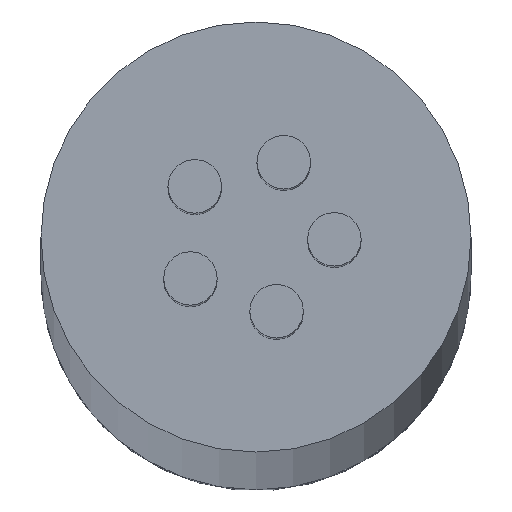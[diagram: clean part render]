
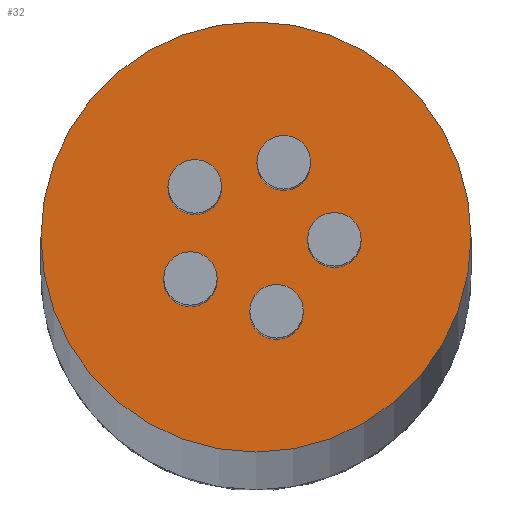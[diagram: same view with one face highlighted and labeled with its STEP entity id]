
A CAD part, top view. The second image highlights one B-rep face of the part: STEP entity #32.
In plain terms, the highlighted planar face has unit normal (0, 0, 1).
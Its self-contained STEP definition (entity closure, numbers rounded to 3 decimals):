
#6 = CIRCLE ( 'NONE', #339, 0.75 ) ;
#8 = DIRECTION ( 'NONE',  ( 1., 0., 0. ) ) ;
#11 = VERTEX_POINT ( 'NONE', #233 ) ;
#12 = EDGE_LOOP ( 'NONE', ( #882, #524 ) ) ;
#13 = EDGE_CURVE ( 'NONE', #11, #807, #435, .T. ) ;
#17 = CARTESIAN_POINT ( 'NONE',  ( -1.83, -1.199, 600. ) ) ;
#27 = EDGE_CURVE ( 'NONE', #729, #803, #82, .T. ) ;
#32 = ADVANCED_FACE ( 'NONE', ( #454, #140, #880, #542, #870, #247 ), #898, .T. ) ;
#48 = ORIENTED_EDGE ( 'NONE', *, *, #13, .F. ) ;
#59 = CARTESIAN_POINT ( 'NONE',  ( 1.526, 2.046, 600. ) ) ;
#62 = VERTEX_POINT ( 'NONE', #623 ) ;
#70 = EDGE_LOOP ( 'NONE', ( #629, #872 ) ) ;
#82 = CIRCLE ( 'NONE', #231, 0.75 ) ;
#84 = ORIENTED_EDGE ( 'NONE', *, *, #27, .F. ) ;
#88 = DIRECTION ( 'NONE',  ( 1., 0., 0. ) ) ;
#89 = AXIS2_PLACEMENT_3D ( 'NONE', #283, #129, #355 ) ;
#101 = CARTESIAN_POINT ( 'NONE',  ( -0.176, -2.111, 600. ) ) ;
#119 = CIRCLE ( 'NONE', #653, 0.75 ) ;
#129 = DIRECTION ( 'NONE',  ( 0., 0., 1. ) ) ;
#133 = CIRCLE ( 'NONE', #207, 6. ) ;
#134 = AXIS2_PLACEMENT_3D ( 'NONE', #17, #536, #676 ) ;
#140 = FACE_BOUND ( 'NONE', #153, .T. ) ;
#151 = CARTESIAN_POINT ( 'NONE',  ( 2.185, -0.106, 600. ) ) ;
#153 = EDGE_LOOP ( 'NONE', ( #373, #449 ) ) ;
#155 = AXIS2_PLACEMENT_3D ( 'NONE', #327, #632, #559 ) ;
#156 = DIRECTION ( 'NONE',  ( 0., 0., 1. ) ) ;
#158 = EDGE_CURVE ( 'NONE', #589, #62, #474, .T. ) ;
#161 = AXIS2_PLACEMENT_3D ( 'NONE', #151, #156, #88 ) ;
#174 = CARTESIAN_POINT ( 'NONE',  ( 0., 0., 600. ) ) ;
#195 = CIRCLE ( 'NONE', #161, 0.75 ) ;
#207 = AXIS2_PLACEMENT_3D ( 'NONE', #488, #896, #897 ) ;
#210 = CARTESIAN_POINT ( 'NONE',  ( -6., 0., 600. ) ) ;
#231 = AXIS2_PLACEMENT_3D ( 'NONE', #833, #613, #610 ) ;
#232 = CARTESIAN_POINT ( 'NONE',  ( -1.08, -1.199, 600. ) ) ;
#233 = CARTESIAN_POINT ( 'NONE',  ( -2.456, 1.37, 600. ) ) ;
#244 = EDGE_CURVE ( 'NONE', #555, #627, #914, .T. ) ;
#247 = FACE_OUTER_BOUND ( 'NONE', #70, .T. ) ;
#256 = DIRECTION ( 'NONE',  ( 0., 0., 1. ) ) ;
#265 = EDGE_LOOP ( 'NONE', ( #684, #946 ) ) ;
#279 = CARTESIAN_POINT ( 'NONE',  ( 2.935, -0.106, 600. ) ) ;
#283 = CARTESIAN_POINT ( 'NONE',  ( 0.574, -2.111, 600. ) ) ;
#294 = VERTEX_POINT ( 'NONE', #532 ) ;
#316 = CARTESIAN_POINT ( 'NONE',  ( -0.956, 1.37, 600. ) ) ;
#319 = AXIS2_PLACEMENT_3D ( 'NONE', #688, #505, #325 ) ;
#325 = DIRECTION ( 'NONE',  ( 1., 0., 0. ) ) ;
#327 = CARTESIAN_POINT ( 'NONE',  ( -1.706, 1.37, 600. ) ) ;
#339 = AXIS2_PLACEMENT_3D ( 'NONE', #520, #460, #934 ) ;
#349 = DIRECTION ( 'NONE',  ( 1., 0., 0. ) ) ;
#355 = DIRECTION ( 'NONE',  ( 1., 0., 0. ) ) ;
#373 = ORIENTED_EDGE ( 'NONE', *, *, #932, .F. ) ;
#389 = CARTESIAN_POINT ( 'NONE',  ( 0., 0., 600. ) ) ;
#392 = CIRCLE ( 'NONE', #134, 0.75 ) ;
#435 = CIRCLE ( 'NONE', #319, 0.75 ) ;
#446 = VERTEX_POINT ( 'NONE', #842 ) ;
#448 = CARTESIAN_POINT ( 'NONE',  ( -2.58, -1.199, 600. ) ) ;
#449 = ORIENTED_EDGE ( 'NONE', *, *, #770, .F. ) ;
#451 = EDGE_CURVE ( 'NONE', #807, #11, #655, .T. ) ;
#454 = FACE_BOUND ( 'NONE', #12, .T. ) ;
#455 = EDGE_LOOP ( 'NONE', ( #84, #749 ) ) ;
#458 = VERTEX_POINT ( 'NONE', #101 ) ;
#460 = DIRECTION ( 'NONE',  ( 0., 0., 1. ) ) ;
#469 = AXIS2_PLACEMENT_3D ( 'NONE', #389, #813, #8 ) ;
#474 = CIRCLE ( 'NONE', #639, 0.75 ) ;
#485 = AXIS2_PLACEMENT_3D ( 'NONE', #174, #256, #486 ) ;
#486 = DIRECTION ( 'NONE',  ( 1., 0., 0. ) ) ;
#488 = CARTESIAN_POINT ( 'NONE',  ( 0., 0., 600. ) ) ;
#499 = DIRECTION ( 'NONE',  ( 0., 0., 1. ) ) ;
#503 = VERTEX_POINT ( 'NONE', #279 ) ;
#505 = DIRECTION ( 'NONE',  ( 0., 0., 1. ) ) ;
#507 = EDGE_CURVE ( 'NONE', #458, #294, #727, .T. ) ;
#510 = CARTESIAN_POINT ( 'NONE',  ( 6., 0., 600. ) ) ;
#517 = CIRCLE ( 'NONE', #576, 0.75 ) ;
#520 = CARTESIAN_POINT ( 'NONE',  ( 0.776, 2.046, 600. ) ) ;
#524 = ORIENTED_EDGE ( 'NONE', *, *, #832, .F. ) ;
#532 = CARTESIAN_POINT ( 'NONE',  ( 1.324, -2.111, 600. ) ) ;
#536 = DIRECTION ( 'NONE',  ( 0., 0., 1. ) ) ;
#542 = FACE_BOUND ( 'NONE', #761, .T. ) ;
#555 = VERTEX_POINT ( 'NONE', #210 ) ;
#559 = DIRECTION ( 'NONE',  ( 1., 0., 0. ) ) ;
#563 = DIRECTION ( 'NONE',  ( 1., 0., 0. ) ) ;
#576 = AXIS2_PLACEMENT_3D ( 'NONE', #695, #612, #760 ) ;
#589 = VERTEX_POINT ( 'NONE', #59 ) ;
#610 = DIRECTION ( 'NONE',  ( 1., 0., 0. ) ) ;
#612 = DIRECTION ( 'NONE',  ( 0., 0., 1. ) ) ;
#613 = DIRECTION ( 'NONE',  ( 0., 0., 1. ) ) ;
#623 = CARTESIAN_POINT ( 'NONE',  ( 0.026, 2.046, 600. ) ) ;
#627 = VERTEX_POINT ( 'NONE', #510 ) ;
#629 = ORIENTED_EDGE ( 'NONE', *, *, #244, .T. ) ;
#632 = DIRECTION ( 'NONE',  ( 0., 0., 1. ) ) ;
#639 = AXIS2_PLACEMENT_3D ( 'NONE', #847, #499, #349 ) ;
#647 = DIRECTION ( 'NONE',  ( 0., 0., 1. ) ) ;
#653 = AXIS2_PLACEMENT_3D ( 'NONE', #775, #647, #563 ) ;
#655 = CIRCLE ( 'NONE', #155, 0.75 ) ;
#676 = DIRECTION ( 'NONE',  ( 1., 0., 0. ) ) ;
#677 = EDGE_CURVE ( 'NONE', #62, #589, #6, .T. ) ;
#684 = ORIENTED_EDGE ( 'NONE', *, *, #677, .F. ) ;
#688 = CARTESIAN_POINT ( 'NONE',  ( -1.706, 1.37, 600. ) ) ;
#695 = CARTESIAN_POINT ( 'NONE',  ( 0.574, -2.111, 600. ) ) ;
#710 = ORIENTED_EDGE ( 'NONE', *, *, #451, .F. ) ;
#727 = CIRCLE ( 'NONE', #89, 0.75 ) ;
#729 = VERTEX_POINT ( 'NONE', #448 ) ;
#749 = ORIENTED_EDGE ( 'NONE', *, *, #751, .F. ) ;
#751 = EDGE_CURVE ( 'NONE', #803, #729, #392, .T. ) ;
#760 = DIRECTION ( 'NONE',  ( 1., 0., 0. ) ) ;
#761 = EDGE_LOOP ( 'NONE', ( #48, #710 ) ) ;
#770 = EDGE_CURVE ( 'NONE', #503, #446, #195, .T. ) ;
#775 = CARTESIAN_POINT ( 'NONE',  ( 2.185, -0.106, 600. ) ) ;
#803 = VERTEX_POINT ( 'NONE', #232 ) ;
#807 = VERTEX_POINT ( 'NONE', #316 ) ;
#813 = DIRECTION ( 'NONE',  ( 0., 0., 1. ) ) ;
#832 = EDGE_CURVE ( 'NONE', #294, #458, #517, .T. ) ;
#833 = CARTESIAN_POINT ( 'NONE',  ( -1.83, -1.199, 600. ) ) ;
#842 = CARTESIAN_POINT ( 'NONE',  ( 1.435, -0.106, 600. ) ) ;
#847 = CARTESIAN_POINT ( 'NONE',  ( 0.776, 2.046, 600. ) ) ;
#848 = EDGE_CURVE ( 'NONE', #627, #555, #133, .T. ) ;
#870 = FACE_BOUND ( 'NONE', #455, .T. ) ;
#872 = ORIENTED_EDGE ( 'NONE', *, *, #848, .T. ) ;
#880 = FACE_BOUND ( 'NONE', #265, .T. ) ;
#882 = ORIENTED_EDGE ( 'NONE', *, *, #507, .F. ) ;
#896 = DIRECTION ( 'NONE',  ( 0., 0., 1. ) ) ;
#897 = DIRECTION ( 'NONE',  ( 1., 0., 0. ) ) ;
#898 = PLANE ( 'NONE',  #485 ) ;
#914 = CIRCLE ( 'NONE', #469, 6. ) ;
#932 = EDGE_CURVE ( 'NONE', #446, #503, #119, .T. ) ;
#934 = DIRECTION ( 'NONE',  ( 1., 0., 0. ) ) ;
#946 = ORIENTED_EDGE ( 'NONE', *, *, #158, .F. ) ;
